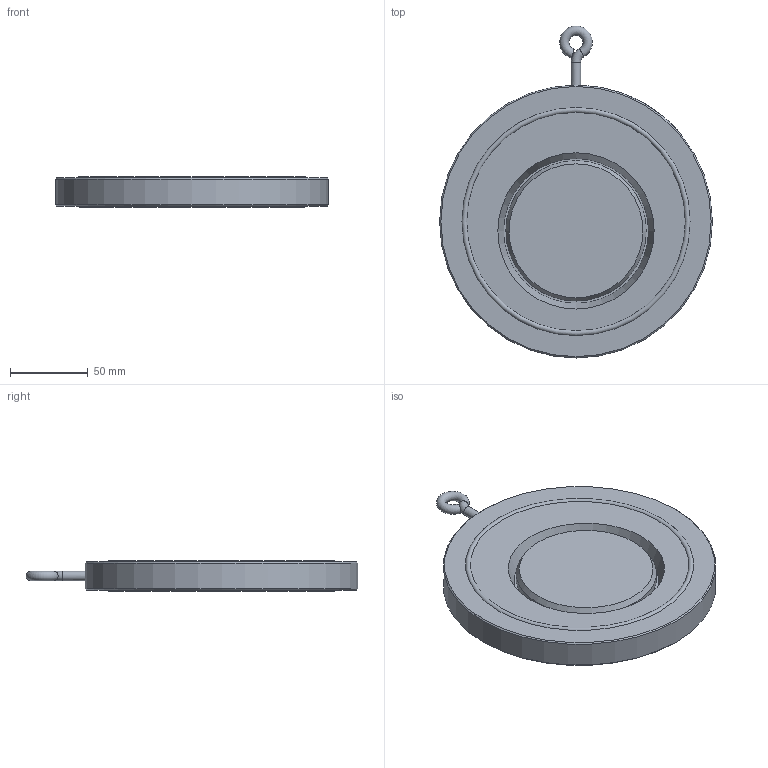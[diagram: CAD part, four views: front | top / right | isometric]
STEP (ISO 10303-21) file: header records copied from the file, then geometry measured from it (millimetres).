
FILE_DESCRIPTION (( 'STEP AP214' ), '1' );
FILE_NAME ('ZRK-100 ANSI150.STEP', '2017-09-28T13:16:58', ( 'eh' ), ( 'Hewlett-Packard Company' ), 'SwSTEP 2.0', 'SolidWorks 2015', '' );
FILE_SCHEMA (( 'AUTOMOTIVE_DESIGN' ));
Length unit declared in the file: millimetre
Products named in the file (1): ZRK-100 ANSI150
Bounding box: 175 x 212.99 x 19.8 mm (x, y, z)
Volume: 382649.8 mm3; surface area: 69259.4 mm2
Topology: 1 solids, 2 shells, 172 faces, 425 edges, 282 vertices
Faces by surface type: bspline 75, plane 61, cylinder 23, torus 8, cone 5
Full cylindrical faces by diameter (mm): 5 x1, 6 x1, 70 x1, 90 x1, 175 x1
Entity records: 19506 total; most frequent: CARTESIAN_POINT 14575, ORIENTED_EDGE 806, DIRECTION 446, EDGE_CURVE 403, VERTEX_POINT 278, B_SPLINE_CURVE_WITH_KNOTS 242, EDGE_LOOP 217, AXIS2_PLACEMENT_3D 187
